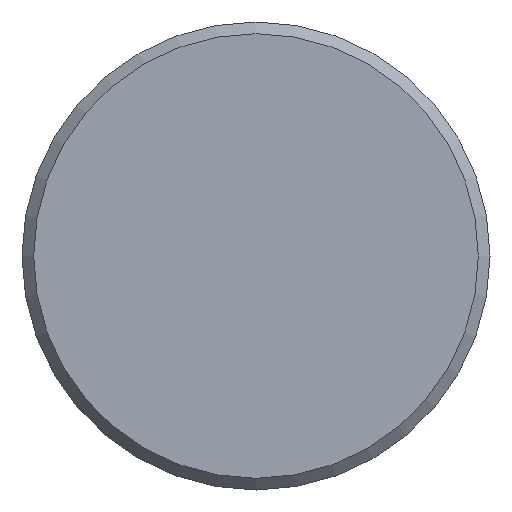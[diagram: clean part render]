
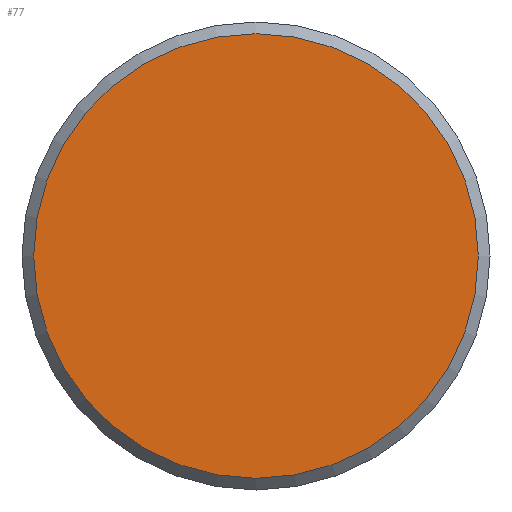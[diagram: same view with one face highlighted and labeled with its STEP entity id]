
A CAD part, front view. The second image highlights one B-rep face of the part: STEP entity #77.
In plain terms, the highlighted planar face has unit normal (0, -1, 0).
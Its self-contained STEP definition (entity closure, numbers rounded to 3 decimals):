
#77 = ADVANCED_FACE( '', ( #177 ), #178, .F. );
#177 = FACE_OUTER_BOUND( '', #305, .T. );
#178 = PLANE( '', #306 );
#305 = EDGE_LOOP( '', ( #461 ) );
#306 = AXIS2_PLACEMENT_3D( '', #462, #463, #464 );
#461 = ORIENTED_EDGE( '', *, *, #683, .T. );
#462 = CARTESIAN_POINT( '', ( 28.5, 0., 0. ) );
#463 = DIRECTION( '', ( 0., 1., 0. ) );
#464 = DIRECTION( '', ( 0., 0., 1. ) );
#683 = EDGE_CURVE( '', #797, #797, #798, .T. );
#797 = VERTEX_POINT( '', #989 );
#798 = CIRCLE( '', #990, 28.5 );
#989 = CARTESIAN_POINT( '', ( 0., 0., -28.5 ) );
#990 = AXIS2_PLACEMENT_3D( '', #1186, #1187, #1188 );
#1186 = CARTESIAN_POINT( '', ( 0., 0., 0. ) );
#1187 = DIRECTION( '', ( 0., -1., 0. ) );
#1188 = DIRECTION( '', ( 0., 0., -1. ) );
